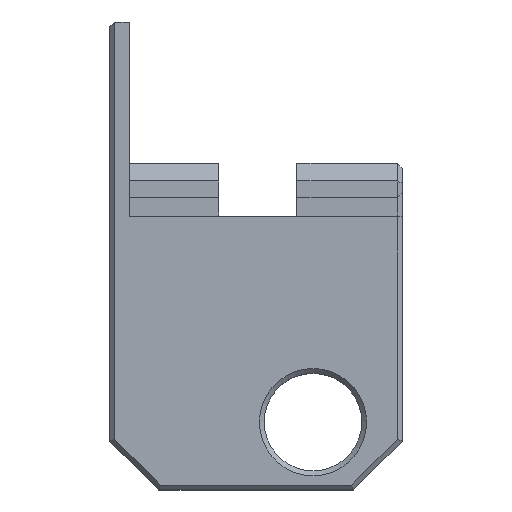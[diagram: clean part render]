
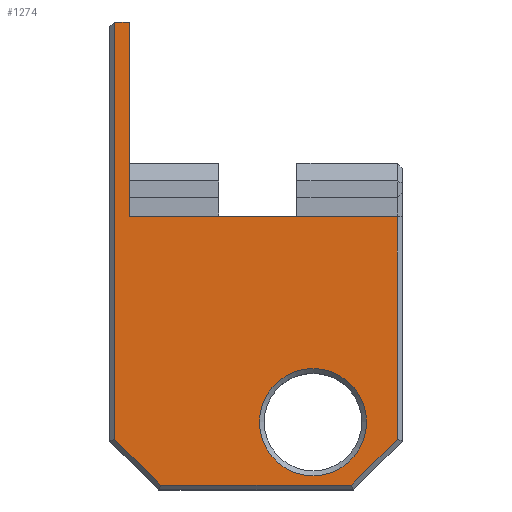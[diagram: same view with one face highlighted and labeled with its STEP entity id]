
A CAD part, top view. The second image highlights one B-rep face of the part: STEP entity #1274.
In plain terms, the highlighted planar face has unit normal (0, 0, 1).
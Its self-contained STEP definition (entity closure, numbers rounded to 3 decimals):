
#19=FACE_BOUND('',#168,.T.);
#25=PLANE('',#1363);
#95=FACE_OUTER_BOUND('',#167,.T.);
#167=EDGE_LOOP('',(#907,#908,#909,#910,#911,#912,#913,#914));
#168=EDGE_LOOP('',(#915));
#245=LINE('',#1789,#417);
#246=LINE('',#1791,#418);
#247=LINE('',#1793,#419);
#248=LINE('',#1795,#420);
#249=LINE('',#1797,#421);
#250=LINE('',#1799,#422);
#251=LINE('',#1801,#423);
#252=LINE('',#1802,#424);
#417=VECTOR('',#1455,10.);
#418=VECTOR('',#1456,10.);
#419=VECTOR('',#1457,10.);
#420=VECTOR('',#1458,10.);
#421=VECTOR('',#1459,10.);
#422=VECTOR('',#1460,10.);
#423=VECTOR('',#1461,10.);
#424=VECTOR('',#1462,10.);
#587=CIRCLE('',#1359,5.5);
#597=VERTEX_POINT('',#1777);
#600=VERTEX_POINT('',#1787);
#601=VERTEX_POINT('',#1788);
#602=VERTEX_POINT('',#1790);
#603=VERTEX_POINT('',#1792);
#604=VERTEX_POINT('',#1794);
#605=VERTEX_POINT('',#1796);
#606=VERTEX_POINT('',#1798);
#607=VERTEX_POINT('',#1800);
#714=EDGE_CURVE('',#597,#597,#587,.T.);
#719=EDGE_CURVE('',#600,#601,#245,.T.);
#720=EDGE_CURVE('',#600,#602,#246,.T.);
#721=EDGE_CURVE('',#602,#603,#247,.T.);
#722=EDGE_CURVE('',#603,#604,#248,.T.);
#723=EDGE_CURVE('',#605,#604,#249,.T.);
#724=EDGE_CURVE('',#606,#605,#250,.T.);
#725=EDGE_CURVE('',#607,#606,#251,.T.);
#726=EDGE_CURVE('',#601,#607,#252,.T.);
#907=ORIENTED_EDGE('',*,*,#719,.F.);
#908=ORIENTED_EDGE('',*,*,#720,.T.);
#909=ORIENTED_EDGE('',*,*,#721,.T.);
#910=ORIENTED_EDGE('',*,*,#722,.T.);
#911=ORIENTED_EDGE('',*,*,#723,.F.);
#912=ORIENTED_EDGE('',*,*,#724,.F.);
#913=ORIENTED_EDGE('',*,*,#725,.F.);
#914=ORIENTED_EDGE('',*,*,#726,.F.);
#915=ORIENTED_EDGE('',*,*,#714,.F.);
#1274=ADVANCED_FACE('',(#95,#19),#25,.T.);
#1359=AXIS2_PLACEMENT_3D('',#1778,#1443,#1444);
#1363=AXIS2_PLACEMENT_3D('',#1786,#1453,#1454);
#1443=DIRECTION('center_axis',(0.,0.,1.));
#1444=DIRECTION('ref_axis',(-1.,0.,0.));
#1453=DIRECTION('center_axis',(0.,0.,1.));
#1454=DIRECTION('ref_axis',(0.,1.,0.));
#1455=DIRECTION('',(0.,-1.,0.));
#1456=DIRECTION('',(-1.,0.,0.));
#1457=DIRECTION('',(0.,1.,0.));
#1458=DIRECTION('',(-1.,0.,0.));
#1459=DIRECTION('',(0.,1.,0.));
#1460=DIRECTION('',(-0.707,0.707,0.));
#1461=DIRECTION('',(-1.,0.,0.));
#1462=DIRECTION('',(-0.707,-0.707,0.));
#1777=CARTESIAN_POINT('',(9.347,-25.39,22.79));
#1778=CARTESIAN_POINT('Origin',(3.847,-25.39,22.79));
#1786=CARTESIAN_POINT('Origin',(-15.,-4.164,22.79));
#1787=CARTESIAN_POINT('',(12.5,-4.343,22.79));
#1788=CARTESIAN_POINT('',(12.5,-27.136,22.79));
#1789=CARTESIAN_POINT('',(12.5,-4.254,22.79));
#1790=CARTESIAN_POINT('',(-15.,-4.343,22.79));
#1791=CARTESIAN_POINT('',(-2.,-4.343,22.79));
#1792=CARTESIAN_POINT('',(-15.,15.657,22.79));
#1793=CARTESIAN_POINT('',(-15.,-4.35,22.79));
#1794=CARTESIAN_POINT('',(-16.5,15.657,22.79));
#1795=CARTESIAN_POINT('',(-15.,15.657,22.79));
#1796=CARTESIAN_POINT('',(-16.5,-27.136,22.79));
#1797=CARTESIAN_POINT('',(-16.5,0.746,22.79));
#1798=CARTESIAN_POINT('',(-11.793,-31.843,22.79));
#1799=CARTESIAN_POINT('',(-20.691,-22.945,22.79));
#1800=CARTESIAN_POINT('',(7.793,-31.843,22.79));
#1801=CARTESIAN_POINT('',(-8.5,-31.843,22.79));
#1802=CARTESIAN_POINT('',(10.191,-29.445,22.79));
